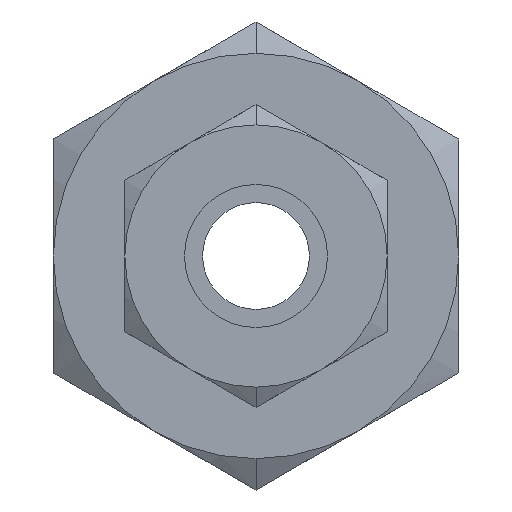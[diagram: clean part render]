
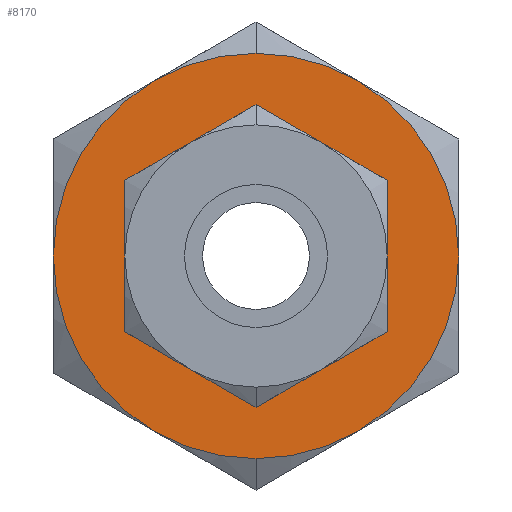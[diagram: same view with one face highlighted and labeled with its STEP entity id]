
A CAD part, left-side view. The second image highlights one B-rep face of the part: STEP entity #8170.
In plain terms, the highlighted planar face has unit normal (-1, 0, 0).
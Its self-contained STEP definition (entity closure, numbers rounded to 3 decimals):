
#131 = DIRECTION ( 'NONE',  ( 0., 0., 1. ) ) ;
#194 = CIRCLE ( 'NONE', #2492, 6.388 ) ;
#314 = AXIS2_PLACEMENT_3D ( 'NONE', #6653, #3924, #3210 ) ;
#395 = DIRECTION ( 'NONE',  ( 0., 0., 1. ) ) ;
#645 = AXIS2_PLACEMENT_3D ( 'NONE', #2865, #5022, #6404 ) ;
#678 = CARTESIAN_POINT ( 'NONE',  ( 19.3, 0., -6.388 ) ) ;
#693 = DIRECTION ( 'NONE',  ( -1., 0., 0. ) ) ;
#785 = VERTEX_POINT ( 'NONE', #4140 ) ;
#868 = CARTESIAN_POINT ( 'NONE',  ( 19.3, 0., 0. ) ) ;
#1054 = CARTESIAN_POINT ( 'NONE',  ( 19.3, 0., 0. ) ) ;
#1103 = DIRECTION ( 'NONE',  ( -1., 0., 0. ) ) ;
#1265 = CIRCLE ( 'NONE', #8145, 13.49 ) ;
#1304 = CARTESIAN_POINT ( 'NONE',  ( 19.3, 0., 0. ) ) ;
#1394 = EDGE_CURVE ( 'NONE', #7063, #5592, #7047, .T. ) ;
#1460 = DIRECTION ( 'NONE',  ( 0., 0.5, -0.866 ) ) ;
#1508 = CARTESIAN_POINT ( 'NONE',  ( 19.3, 0., 0. ) ) ;
#1698 = AXIS2_PLACEMENT_3D ( 'NONE', #3347, #7740, #7650 ) ;
#1814 = PLANE ( 'NONE',  #2711 ) ;
#1977 = CIRCLE ( 'NONE', #7291, 13.49 ) ;
#2010 = VERTEX_POINT ( 'NONE', #4549 ) ;
#2056 = ORIENTED_EDGE ( 'NONE', *, *, #5174, .T. ) ;
#2171 = AXIS2_PLACEMENT_3D ( 'NONE', #2701, #5718, #4951 ) ;
#2492 = AXIS2_PLACEMENT_3D ( 'NONE', #1304, #6415, #395 ) ;
#2605 = DIRECTION ( 'NONE',  ( 0., -0.5, -0.866 ) ) ;
#2701 = CARTESIAN_POINT ( 'NONE',  ( 19.3, 0., 0. ) ) ;
#2711 = AXIS2_PLACEMENT_3D ( 'NONE', #4775, #9024, #8313 ) ;
#2801 = CARTESIAN_POINT ( 'NONE',  ( 19.3, -6.745, 11.683 ) ) ;
#2865 = CARTESIAN_POINT ( 'NONE',  ( 19.3, 0., 0. ) ) ;
#2912 = VERTEX_POINT ( 'NONE', #5412 ) ;
#2924 = AXIS2_PLACEMENT_3D ( 'NONE', #1508, #693, #1460 ) ;
#3210 = DIRECTION ( 'NONE',  ( 0., 0., -1. ) ) ;
#3259 = DIRECTION ( 'NONE',  ( 0., -0.5, 0.866 ) ) ;
#3347 = CARTESIAN_POINT ( 'NONE',  ( 19.3, 0., 0. ) ) ;
#3373 = VERTEX_POINT ( 'NONE', #8356 ) ;
#3737 = EDGE_CURVE ( 'NONE', #2010, #5883, #7483, .T. ) ;
#3924 = DIRECTION ( 'NONE',  ( 1., 0., 0. ) ) ;
#4049 = CARTESIAN_POINT ( 'NONE',  ( 19.3, 13.49, 0. ) ) ;
#4085 = EDGE_CURVE ( 'NONE', #2912, #3373, #1265, .T. ) ;
#4140 = CARTESIAN_POINT ( 'NONE',  ( 19.3, 0., 6.388 ) ) ;
#4475 = ORIENTED_EDGE ( 'NONE', *, *, #4085, .T. ) ;
#4549 = CARTESIAN_POINT ( 'NONE',  ( 19.3, -6.745, -11.683 ) ) ;
#4580 = AXIS2_PLACEMENT_3D ( 'NONE', #6372, #6233, #2605 ) ;
#4602 = CIRCLE ( 'NONE', #5659, 13.49 ) ;
#4754 = EDGE_CURVE ( 'NONE', #785, #8966, #194, .T. ) ;
#4775 = CARTESIAN_POINT ( 'NONE',  ( 19.3, 0., 0. ) ) ;
#4950 = ORIENTED_EDGE ( 'NONE', *, *, #7600, .T. ) ;
#4951 = DIRECTION ( 'NONE',  ( 0., 1., 0. ) ) ;
#5022 = DIRECTION ( 'NONE',  ( -1., 0., 0. ) ) ;
#5174 = EDGE_CURVE ( 'NONE', #3373, #9265, #6771, .T. ) ;
#5199 = CIRCLE ( 'NONE', #1698, 13.49 ) ;
#5412 = CARTESIAN_POINT ( 'NONE',  ( 19.3, 0., 13.49 ) ) ;
#5435 = ORIENTED_EDGE ( 'NONE', *, *, #1394, .T. ) ;
#5511 = ORIENTED_EDGE ( 'NONE', *, *, #9334, .T. ) ;
#5592 = VERTEX_POINT ( 'NONE', #5708 ) ;
#5659 = AXIS2_PLACEMENT_3D ( 'NONE', #1054, #1103, #3259 ) ;
#5708 = CARTESIAN_POINT ( 'NONE',  ( 19.3, 0., -13.49 ) ) ;
#5718 = DIRECTION ( 'NONE',  ( -1., 0., 0. ) ) ;
#5883 = VERTEX_POINT ( 'NONE', #6455 ) ;
#6064 = EDGE_CURVE ( 'NONE', #5592, #2010, #5199, .T. ) ;
#6071 = FACE_OUTER_BOUND ( 'NONE', #6125, .T. ) ;
#6125 = EDGE_LOOP ( 'NONE', ( #8990, #4475, #2056, #5511, #5435, #6811, #6543, #4950 ) ) ;
#6233 = DIRECTION ( 'NONE',  ( -1., 0., 0. ) ) ;
#6372 = CARTESIAN_POINT ( 'NONE',  ( 19.3, 0., 0. ) ) ;
#6404 = DIRECTION ( 'NONE',  ( 0., 0.5, 0.866 ) ) ;
#6415 = DIRECTION ( 'NONE',  ( 1., 0., 0. ) ) ;
#6455 = CARTESIAN_POINT ( 'NONE',  ( 19.3, -13.49, 0. ) ) ;
#6543 = ORIENTED_EDGE ( 'NONE', *, *, #3737, .T. ) ;
#6557 = DIRECTION ( 'NONE',  ( -1., 0., 0. ) ) ;
#6588 = EDGE_CURVE ( 'NONE', #8966, #785, #9019, .T. ) ;
#6635 = CARTESIAN_POINT ( 'NONE',  ( 19.3, 0., 0. ) ) ;
#6653 = CARTESIAN_POINT ( 'NONE',  ( 19.3, 0., 0. ) ) ;
#6658 = EDGE_CURVE ( 'NONE', #7153, #2912, #4602, .T. ) ;
#6771 = CIRCLE ( 'NONE', #645, 13.49 ) ;
#6811 = ORIENTED_EDGE ( 'NONE', *, *, #6064, .T. ) ;
#7047 = CIRCLE ( 'NONE', #2924, 13.49 ) ;
#7063 = VERTEX_POINT ( 'NONE', #7509 ) ;
#7153 = VERTEX_POINT ( 'NONE', #2801 ) ;
#7209 = CIRCLE ( 'NONE', #2171, 13.49 ) ;
#7291 = AXIS2_PLACEMENT_3D ( 'NONE', #868, #6557, #8850 ) ;
#7483 = CIRCLE ( 'NONE', #4580, 13.49 ) ;
#7509 = CARTESIAN_POINT ( 'NONE',  ( 19.3, 6.745, -11.683 ) ) ;
#7600 = EDGE_CURVE ( 'NONE', #5883, #7153, #1977, .T. ) ;
#7650 = DIRECTION ( 'NONE',  ( 0., 0., -1. ) ) ;
#7653 = EDGE_LOOP ( 'NONE', ( #9391, #8158 ) ) ;
#7740 = DIRECTION ( 'NONE',  ( -1., 0., 0. ) ) ;
#8145 = AXIS2_PLACEMENT_3D ( 'NONE', #6635, #8880, #131 ) ;
#8158 = ORIENTED_EDGE ( 'NONE', *, *, #4754, .T. ) ;
#8170 = ADVANCED_FACE ( 'NONE', ( #9119, #6071 ), #1814, .F. ) ;
#8313 = DIRECTION ( 'NONE',  ( 0., 1., 0. ) ) ;
#8356 = CARTESIAN_POINT ( 'NONE',  ( 19.3, 6.745, 11.683 ) ) ;
#8850 = DIRECTION ( 'NONE',  ( 0., -1., 0. ) ) ;
#8880 = DIRECTION ( 'NONE',  ( -1., 0., 0. ) ) ;
#8966 = VERTEX_POINT ( 'NONE', #678 ) ;
#8990 = ORIENTED_EDGE ( 'NONE', *, *, #6658, .T. ) ;
#9019 = CIRCLE ( 'NONE', #314, 6.388 ) ;
#9024 = DIRECTION ( 'NONE',  ( 1., 0., 0. ) ) ;
#9119 = FACE_BOUND ( 'NONE', #7653, .T. ) ;
#9265 = VERTEX_POINT ( 'NONE', #4049 ) ;
#9334 = EDGE_CURVE ( 'NONE', #9265, #7063, #7209, .T. ) ;
#9391 = ORIENTED_EDGE ( 'NONE', *, *, #6588, .T. ) ;
